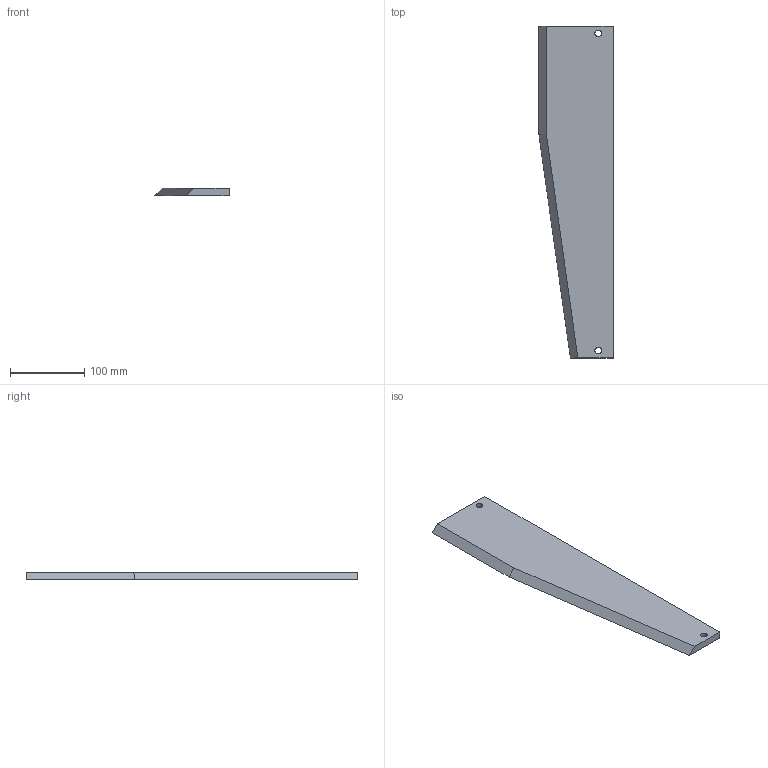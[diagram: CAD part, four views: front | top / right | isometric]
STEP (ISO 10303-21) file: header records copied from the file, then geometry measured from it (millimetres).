
FILE_DESCRIPTION (( 'STEP AP203' ), '1' );
FILE_NAME ('PB4.01.01.017-01 - rear right panel.STEP', '2020-04-23T19:01:48', ( '' ), ( '' ), 'SwSTEP 2.0', 'SolidWorks 2018', '' );
FILE_SCHEMA (( 'CONFIG_CONTROL_DESIGN' ));
Length unit declared in the file: millimetre
Products named in the file (1): PB4.01.01.017-01 - rear right panel
Bounding box: 100 x 447 x 10 mm (x, y, z)
Volume: 358852.9 mm3; surface area: 84748.1 mm2
Topology: 1 solids, 1 shells, 19 faces, 43 edges, 26 vertices
Faces by surface type: cylinder 8, plane 7, cone 4
Entity records: 614 total; most frequent: DIRECTION 99, CARTESIAN_POINT 89, ORIENTED_EDGE 86, EDGE_CURVE 43, AXIS2_PLACEMENT_3D 36, LINE 27, VECTOR 27, VERTEX_POINT 26
